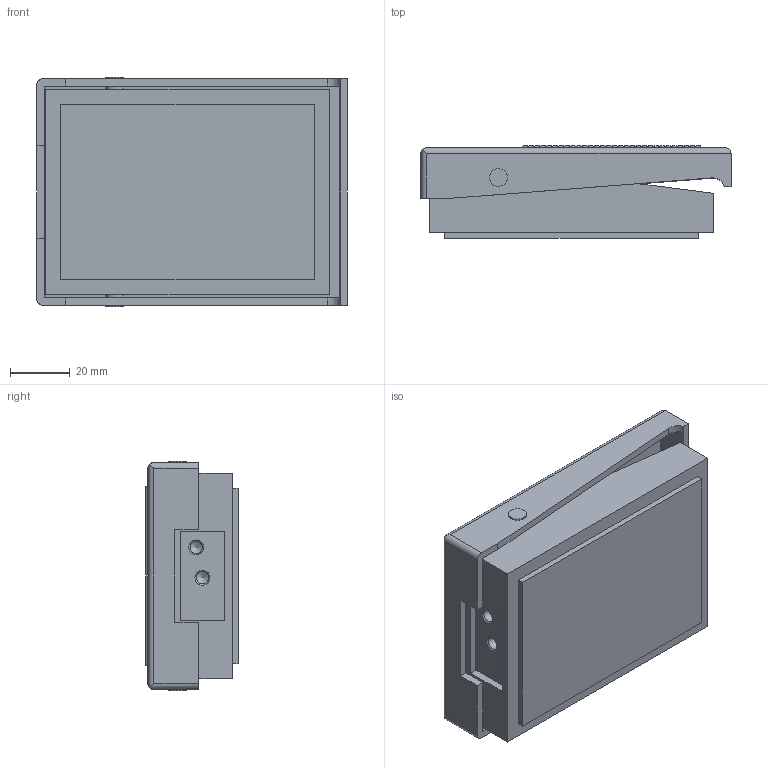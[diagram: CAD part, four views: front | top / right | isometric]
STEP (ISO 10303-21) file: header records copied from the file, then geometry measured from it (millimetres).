
FILE_DESCRIPTION( ( 'STEP AP214' ), ' ' );
FILE_NAME( 'W3120000411(0SWP).stp', '2017-03-02T10:04:37', ( '' ), ( '' ), ' ', 'PARTsolutions', ' ' );
FILE_SCHEMA( ( 'AUTOMOTIVE_DESIGN { 1 0 10303 214 1 1 1 1 }' ) );
Length unit declared in the file: millimetre
Products named in the file (4): W3120000411(0SWP); _W3120000411Pedal; _W3120000411Body; _W3120000411Body1
Assembly tree (3 placements, depth 2):
  W3120000411(0SWP)
    _W3120000411Pedal
    _W3120000411Body
    _W3120000411Body1
Bounding box: 104 x 31 x 77 mm (x, y, z)
Volume: 80837.7 mm3; surface area: 58790.5 mm2
Topology: 3 solids, 3 shells, 217 faces, 600 edges, 398 vertices
Faces by surface type: plane 131, cylinder 79, cone 6, bspline 1
Full cylindrical faces by diameter (mm): 2.4 x2, 4.134 x2, 4.2 x1, 4.5 x2, 6 x4, 10 x1
Entity records: 8672 total; most frequent: CARTESIAN_POINT 1239, DIRECTION 1181, ORIENTED_EDGE 1158, EDGE_CURVE 579, LINE 409, VECTOR 409, VERTEX_POINT 396, AXIS2_PLACEMENT_3D 386
